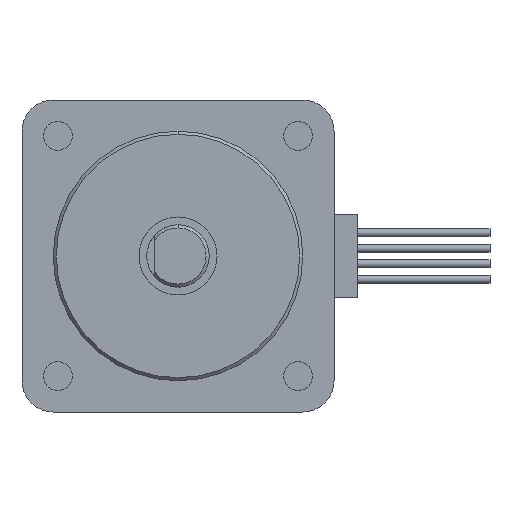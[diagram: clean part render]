
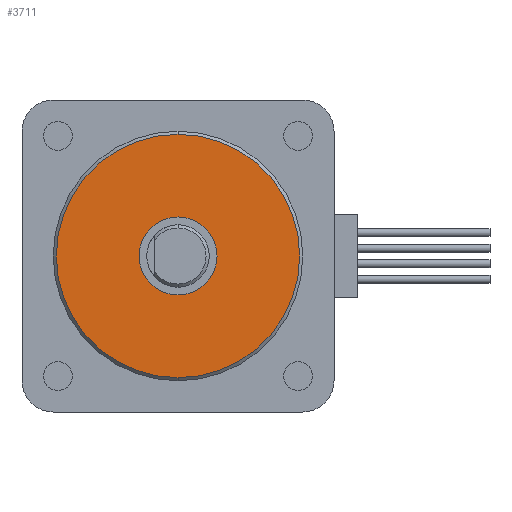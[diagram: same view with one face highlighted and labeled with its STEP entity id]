
A CAD part, left-side view. The second image highlights one B-rep face of the part: STEP entity #3711.
In plain terms, the highlighted planar face has unit normal (-1, 0, 0).
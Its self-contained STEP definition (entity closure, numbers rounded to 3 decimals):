
#216 = CARTESIAN_POINT ( 'NONE',  ( -29.6, 0., 0. ) ) ;
#948 = FACE_OUTER_BOUND ( 'NONE', #1571, .T. ) ;
#953 = CARTESIAN_POINT ( 'NONE',  ( -29.6, 0., 0. ) ) ;
#1030 = AXIS2_PLACEMENT_3D ( 'NONE', #7289, #4170, #4366 ) ;
#1070 = DIRECTION ( 'NONE',  ( 0., 0., 1. ) ) ;
#1273 = AXIS2_PLACEMENT_3D ( 'NONE', #2940, #5999, #8388 ) ;
#1429 = CARTESIAN_POINT ( 'NONE',  ( -29.6, 0., -7.8 ) ) ;
#1571 = EDGE_LOOP ( 'NONE', ( #8556, #6540 ) ) ;
#2577 = DIRECTION ( 'NONE',  ( 0., 0., 1. ) ) ;
#2643 = DIRECTION ( 'NONE',  ( -1., 0., 0. ) ) ;
#2940 = CARTESIAN_POINT ( 'NONE',  ( -29.6, 0., 0. ) ) ;
#3125 = DIRECTION ( 'NONE',  ( 0., 0., 1. ) ) ;
#3383 = AXIS2_PLACEMENT_3D ( 'NONE', #216, #2643, #1070 ) ;
#3428 = CARTESIAN_POINT ( 'NONE',  ( -29.6, 0., 2.5 ) ) ;
#3711 = ADVANCED_FACE ( 'NONE', ( #948, #7720 ), #5586, .T. ) ;
#3878 = DIRECTION ( 'NONE',  ( -1., 0., 0. ) ) ;
#3929 = CIRCLE ( 'NONE', #1030, 7.8 ) ;
#4170 = DIRECTION ( 'NONE',  ( -1., 0., 0. ) ) ;
#4366 = DIRECTION ( 'NONE',  ( 0., 0., 1. ) ) ;
#4739 = EDGE_LOOP ( 'NONE', ( #9492, #8146 ) ) ;
#5171 = VERTEX_POINT ( 'NONE', #6278 ) ;
#5384 = CARTESIAN_POINT ( 'NONE',  ( -29.6, 0., 0. ) ) ;
#5562 = AXIS2_PLACEMENT_3D ( 'NONE', #5384, #3878, #3125 ) ;
#5586 = PLANE ( 'NONE',  #5562 ) ;
#5628 = EDGE_CURVE ( 'NONE', #5788, #5171, #9124, .T. ) ;
#5784 = CIRCLE ( 'NONE', #1273, 7.8 ) ;
#5788 = VERTEX_POINT ( 'NONE', #3428 ) ;
#5999 = DIRECTION ( 'NONE',  ( -1., 0., 0. ) ) ;
#6074 = EDGE_CURVE ( 'NONE', #9513, #7433, #3929, .T. ) ;
#6278 = CARTESIAN_POINT ( 'NONE',  ( -29.6, 0., -2.5 ) ) ;
#6540 = ORIENTED_EDGE ( 'NONE', *, *, #8996, .T. ) ;
#6701 = AXIS2_PLACEMENT_3D ( 'NONE', #953, #7826, #2577 ) ;
#7289 = CARTESIAN_POINT ( 'NONE',  ( -29.6, 0., 0. ) ) ;
#7433 = VERTEX_POINT ( 'NONE', #8848 ) ;
#7720 = FACE_BOUND ( 'NONE', #4739, .T. ) ;
#7826 = DIRECTION ( 'NONE',  ( -1., 0., 0. ) ) ;
#8146 = ORIENTED_EDGE ( 'NONE', *, *, #9465, .F. ) ;
#8388 = DIRECTION ( 'NONE',  ( 0., 0., 1. ) ) ;
#8556 = ORIENTED_EDGE ( 'NONE', *, *, #6074, .T. ) ;
#8848 = CARTESIAN_POINT ( 'NONE',  ( -29.6, 0., 7.8 ) ) ;
#8996 = EDGE_CURVE ( 'NONE', #7433, #9513, #5784, .T. ) ;
#9124 = CIRCLE ( 'NONE', #6701, 2.5 ) ;
#9465 = EDGE_CURVE ( 'NONE', #5171, #5788, #9510, .T. ) ;
#9492 = ORIENTED_EDGE ( 'NONE', *, *, #5628, .F. ) ;
#9510 = CIRCLE ( 'NONE', #3383, 2.5 ) ;
#9513 = VERTEX_POINT ( 'NONE', #1429 ) ;
